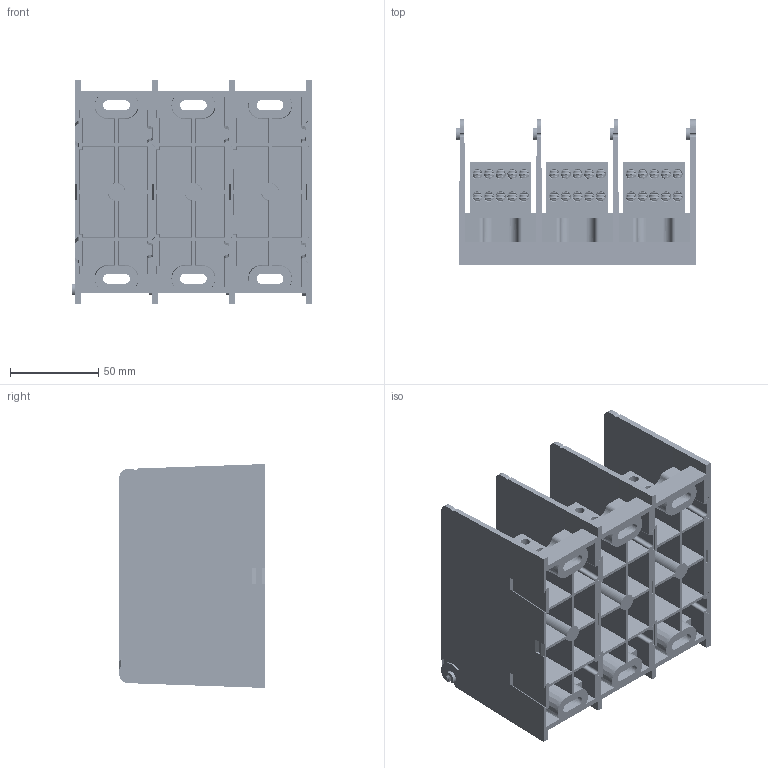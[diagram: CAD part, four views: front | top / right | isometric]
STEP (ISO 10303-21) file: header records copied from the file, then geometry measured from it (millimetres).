
FILE_DESCRIPTION (( 'STEP AP214' ), '1' );
FILE_NAME ('701964rev-3P.STEP', '2013-12-12T21:24:58', ( '' ), ( '' ), 'SwSTEP 2.0', 'SolidWorks 2013', '' );
FILE_SCHEMA (( 'AUTOMOTIVE_DESIGN' ));
Length unit declared in the file: inch
Products named in the file (44): 701964rev-3P_1_36; 701964rev-3P_1_19; 701964rev-3P_1_42; 701964rev-3P_1_38; 701964rev-3P_1_7; 701964rev-3P_1_35; 701964rev-3P_1_10; 701964rev-3P_1_13; 701964rev-3P_1_15; 701964rev-3P_1_4; 701964rev-3P_1_31; 701964rev-3P_1_20; 701964rev-3P_1_5; 701964rev-3P_1_28; 701964rev-3P_1_6; 701964rev-3P_1_9; 701964rev-3P_1_37; 701964rev-3P_1; 701964rev-3P_1_16; 701964rev-3P_1_12; 701964rev-3P_1_8; 701964rev-3P_1_43; 701964rev-3P_1_17; 701964rev-3P_1_40; 701964rev-3P_1_24; 701964rev-3P_1_22; 701964rev-3P; 701964rev-3P_1_2; 701964rev-3P_1_11; 701964rev-3P_1_18; 701964rev-3P_1_34; 701964rev-3P_1_39; 701964rev-3P_1_21; 701964rev-3P_1_23; 701964rev-3P_1_30; 701964rev-3P_1_33; 701964rev-3P_1_14; 701964rev-3P_1_3; 701964rev-3P_1_25; 701964rev-3P_1_32 ...
Assembly tree (43 placements, depth 2):
  701964rev-3P
    701964rev-3P_1_43
    701964rev-3P_1_16
    701964rev-3P_1_9
    701964rev-3P_1_5
    701964rev-3P_1_4
    701964rev-3P_1_13
    701964rev-3P_1_35
    701964rev-3P_1_38
    701964rev-3P_1_19
    701964rev-3P_1_26
    701964rev-3P_1_27
    701964rev-3P_1_32
    701964rev-3P_1_3
    701964rev-3P_1_33
    701964rev-3P_1_23
    701964rev-3P_1_39
    701964rev-3P_1_18
    701964rev-3P_1_2
    701964rev-3P_1_24
    701964rev-3P_1_17
    701964rev-3P_1_12
    701964rev-3P_1_37
    701964rev-3P_1_28
    701964rev-3P_1_31
    701964rev-3P_1_15
    701964rev-3P_1_10
    701964rev-3P_1_7
    701964rev-3P_1_42
    701964rev-3P_1_36
    701964rev-3P_1_41
    701964rev-3P_1_29
    701964rev-3P_1_25
    701964rev-3P_1_14
    701964rev-3P_1_30
    701964rev-3P_1_21
    701964rev-3P_1_34
    701964rev-3P_1_11
    701964rev-3P_1_22
    701964rev-3P_1_40
    701964rev-3P_1_8
    701964rev-3P_1
    701964rev-3P_1_6
    701964rev-3P_1_20
Bounding box: 135.72 x 82.55 x 127.01 mm (x, y, z)
Surface area: 243341.4 mm2 (no closed solid volume)
Topology: 0 solids, 43 shells, 3129 faces, 8526 edges, 5528 vertices
Faces by surface type: cylinder 1061, cone 1005, plane 946, bspline 117
Full cylindrical faces by diameter (mm): 4.064 x1, 4.928 x3, 5.41 x60, 5.578 x210, 6.35 x180, 6.909 x3, 7.112 x1, 9.921 x3, 10.795 x3, 11.112 x3, 11.125 x3, 12.7 x3
Entity records: 187175 total; most frequent: CARTESIAN_POINT 79956, ORIENTED_EDGE 13285, DIRECTION 11999, EDGE_CURVE 6689, VERTEX_POINT 4773, AXIS2_PLACEMENT_3D 4626, EDGE_LOOP 4355, FACE_OUTER_BOUND 3596
